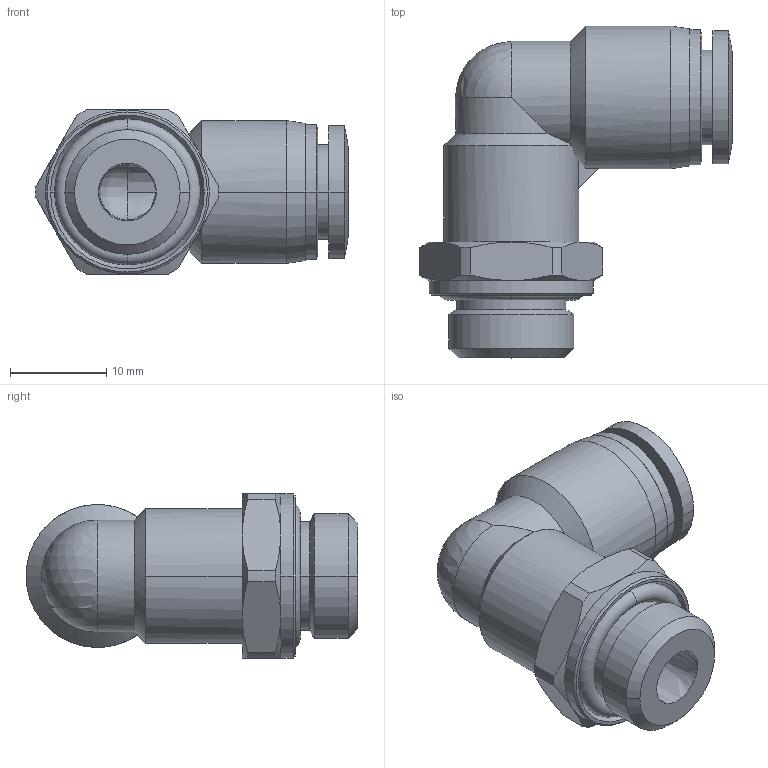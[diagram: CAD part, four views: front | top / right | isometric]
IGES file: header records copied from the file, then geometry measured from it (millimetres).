
Global section: file name: No Iges File Name specified; native system: AutoDesk Inventor R12.0; preprocessor: AutoDesk Inventor Iges Exporter R12.0; author: No Author specified; organization: No Organization specified; date: 20100506.095731; units: millimetre
Bounding box: 32.4 x 34.4 x 17 mm (x, y, z)
Volume: 5540.5 mm3; surface area: 4126.6 mm2
Topology: 1 solids, 1 shells, 87 faces, 209 edges, 122 vertices
Faces by surface type: cone 26, cylinder 26, plane 19, revolution 9, torus 4, bspline 2, sphere 1
